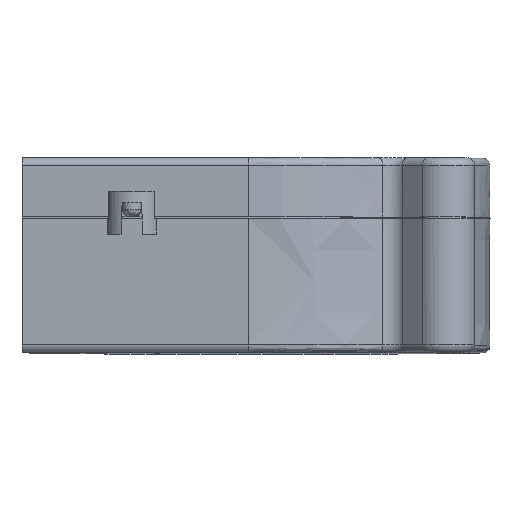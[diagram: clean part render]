
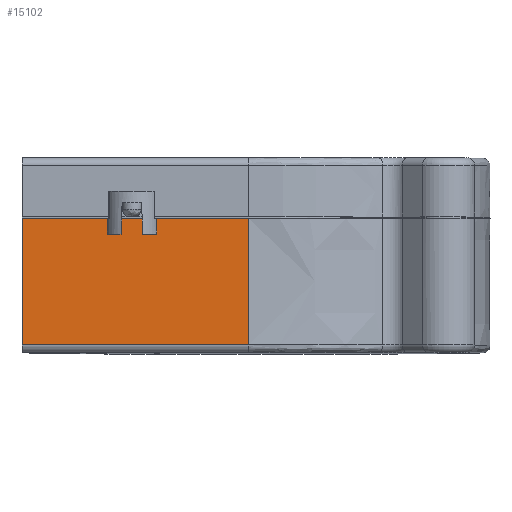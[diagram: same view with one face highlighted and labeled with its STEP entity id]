
A CAD part, top view. The second image highlights one B-rep face of the part: STEP entity #15102.
In plain terms, the highlighted planar face has unit normal (0, 0, 1).
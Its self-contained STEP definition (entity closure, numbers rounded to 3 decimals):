
#1718=DIRECTION('',(0.,-1.,0.));
#1719=VECTOR('',#1718,16.2);
#1720=CARTESIAN_POINT('',(-29.1,17.2,33.2));
#1721=LINE('',#1720,#1719);
#2691=DIRECTION('',(-1.,0.,0.));
#2692=VECTOR('',#2691,11.838);
#2693=CARTESIAN_POINT('',(0.,17.2,33.2));
#2694=LINE('',#2693,#2692);
#2705=DIRECTION('',(-1.,0.,0.));
#2706=VECTOR('',#2705,2.64);
#2707=CARTESIAN_POINT('',(-13.68,17.2,33.2));
#2708=LINE('',#2707,#2706);
#2719=DIRECTION('',(-1.,0.,0.));
#2720=VECTOR('',#2719,10.938);
#2721=CARTESIAN_POINT('',(-18.162,17.2,33.2));
#2722=LINE('',#2721,#2720);
#3254=DIRECTION('',(0.035,0.999,0.));
#3255=VECTOR('',#3254,2.001);
#3256=CARTESIAN_POINT('',(-16.39,15.2,33.2));
#3257=LINE('',#3256,#3255);
#3258=DIRECTION('',(0.035,-0.999,0.));
#3259=VECTOR('',#3258,2.001);
#3260=CARTESIAN_POINT('',(-13.68,17.2,33.2));
#3261=LINE('',#3260,#3259);
#3262=DIRECTION('',(-1.,0.,0.));
#3263=VECTOR('',#3262,29.1);
#3264=CARTESIAN_POINT('',(0.,1.,
33.2));
#3265=LINE('',#3264,#3263);
#3266=DIRECTION('',(-1.,0.,0.));
#3267=VECTOR('',#3266,1.773);
#3268=CARTESIAN_POINT('',(-16.39,15.2,33.2));
#3269=LINE('',#3268,#3267);
#3491=DIRECTION('',(0.,1.,0.));
#3492=VECTOR('',#3491,2.);
#3493=CARTESIAN_POINT('',(-18.162,15.2,33.2));
#3494=LINE('',#3493,#3492);
#3495=DIRECTION('',(0.,-1.,0.));
#3496=VECTOR('',#3495,2.);
#3497=CARTESIAN_POINT('',(-11.838,17.2,33.2));
#3498=LINE('',#3497,#3496);
#3532=DIRECTION('',(-1.,0.,0.));
#3533=VECTOR('',#3532,1.773);
#3534=CARTESIAN_POINT('',(-11.838,15.2,33.2));
#3535=LINE('',#3534,#3533);
#4322=DIRECTION('',(0.,1.,0.));
#4323=VECTOR('',#4322,16.2);
#4324=CARTESIAN_POINT('',(0.,1.,
33.2));
#4325=LINE('',#4324,#4323);
#9183=CARTESIAN_POINT('',(0.,1.,
33.2));
#9184=CARTESIAN_POINT('',(-29.1,1.,33.2));
#9185=VERTEX_POINT('',#9183);
#9186=VERTEX_POINT('',#9184);
#9189=CARTESIAN_POINT('',(-16.39,15.2,33.2));
#9190=CARTESIAN_POINT('',(-18.162,15.2,33.2));
#9191=VERTEX_POINT('',#9189);
#9192=VERTEX_POINT('',#9190);
#9193=CARTESIAN_POINT('',(-16.32,17.2,33.2));
#9194=VERTEX_POINT('',#9193);
#9195=CARTESIAN_POINT('',(-13.68,17.2,33.2));
#9196=VERTEX_POINT('',#9195);
#9197=CARTESIAN_POINT('',(-13.61,15.2,33.2));
#9198=VERTEX_POINT('',#9197);
#9199=CARTESIAN_POINT('',(-11.838,15.2,33.2));
#9200=VERTEX_POINT('',#9199);
#9201=CARTESIAN_POINT('',(0.,17.2,33.2));
#9202=CARTESIAN_POINT('',(-11.838,17.2,33.2));
#9203=VERTEX_POINT('',#9201);
#9204=VERTEX_POINT('',#9202);
#9205=CARTESIAN_POINT('',(-18.162,17.2,33.2));
#9206=CARTESIAN_POINT('',(-29.1,17.2,33.2));
#9207=VERTEX_POINT('',#9205);
#9208=VERTEX_POINT('',#9206);
#15076=CARTESIAN_POINT('',(-14.55,9.1,33.2));
#15077=DIRECTION('',(0.,0.,1.));
#15078=DIRECTION('',(-1.,0.,0.));
#15079=AXIS2_PLACEMENT_3D('',#15076,#15077,#15078);
#15080=PLANE('',#15079);
#15082=ORIENTED_EDGE('',*,*,#15081,.F.);
#15084=ORIENTED_EDGE('',*,*,#15083,.T.);
#15085=ORIENTED_EDGE('',*,*,#14450,.F.);
#15087=ORIENTED_EDGE('',*,*,#15086,.T.);
#15089=ORIENTED_EDGE('',*,*,#15088,.F.);
#15091=ORIENTED_EDGE('',*,*,#15090,.F.);
#15092=ORIENTED_EDGE('',*,*,#14442,.F.);
#15094=ORIENTED_EDGE('',*,*,#15093,.F.);
#15095=ORIENTED_EDGE('',*,*,#15067,.T.);
#15096=ORIENTED_EDGE('',*,*,#13878,.F.);
#15097=ORIENTED_EDGE('',*,*,#14458,.F.);
#15099=ORIENTED_EDGE('',*,*,#15098,.F.);
#15100=EDGE_LOOP('',(#15082,#15084,#15085,#15087,#15089,#15091,#15092,#15094,
#15095,#15096,#15097,#15099));
#15101=FACE_OUTER_BOUND('',#15100,.F.);
#15102=ADVANCED_FACE('',(#15101),#15080,.T.);
#13878=EDGE_CURVE('',#9208,#9186,#1721,.T.);
#14442=EDGE_CURVE('',#9203,#9204,#2694,.T.);
#14450=EDGE_CURVE('',#9196,#9194,#2708,.T.);
#14458=EDGE_CURVE('',#9207,#9208,#2722,.T.);
#15067=EDGE_CURVE('',#9185,#9186,#3265,.T.);
#15081=EDGE_CURVE('',#9191,#9192,#3269,.T.);
#15083=EDGE_CURVE('',#9191,#9194,#3257,.T.);
#15086=EDGE_CURVE('',#9196,#9198,#3261,.T.);
#15088=EDGE_CURVE('',#9200,#9198,#3535,.T.);
#15090=EDGE_CURVE('',#9204,#9200,#3498,.T.);
#15093=EDGE_CURVE('',#9185,#9203,#4325,.T.);
#15098=EDGE_CURVE('',#9192,#9207,#3494,.T.);
